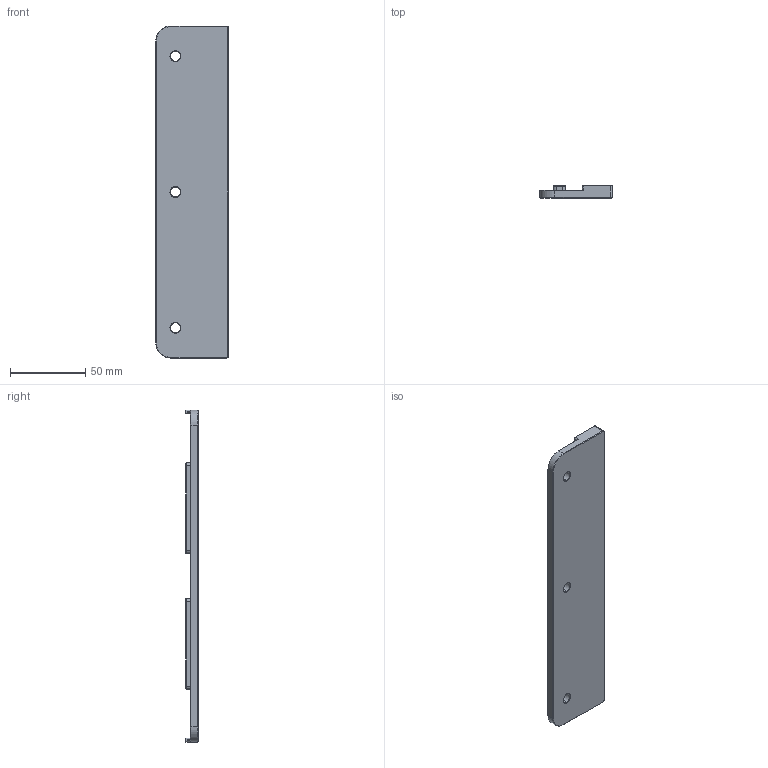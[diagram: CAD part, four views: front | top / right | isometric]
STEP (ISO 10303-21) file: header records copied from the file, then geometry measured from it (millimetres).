
FILE_DESCRIPTION (( 'STEP AP203' ), '1' );
FILE_NAME ('萇埭迖殤.STEP', '2025-01-10T08:46:39', ( 'Leo' ), ( '' ), 'SwSTEP 2.0', 'SolidWorks 2022', '' );
FILE_SCHEMA (( 'CONFIG_CONTROL_DESIGN' ));
Length unit declared in the file: millimetre
Products named in the file (1): 电源托架
Bounding box: 48 x 8 x 220 mm (x, y, z)
Volume: 50885.4 mm3; surface area: 24693.1 mm2
Topology: 1 solids, 1 shells, 89 faces, 215 edges, 130 vertices
Faces by surface type: plane 39, cone 26, cylinder 24
Entity records: 2652 total; most frequent: DIRECTION 467, CARTESIAN_POINT 441, ORIENTED_EDGE 430, EDGE_CURVE 215, AXIS2_PLACEMENT_3D 164, LINE 139, VECTOR 139, VERTEX_POINT 130
